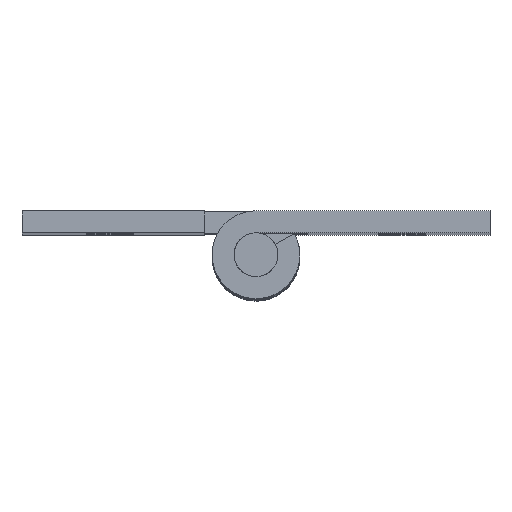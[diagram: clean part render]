
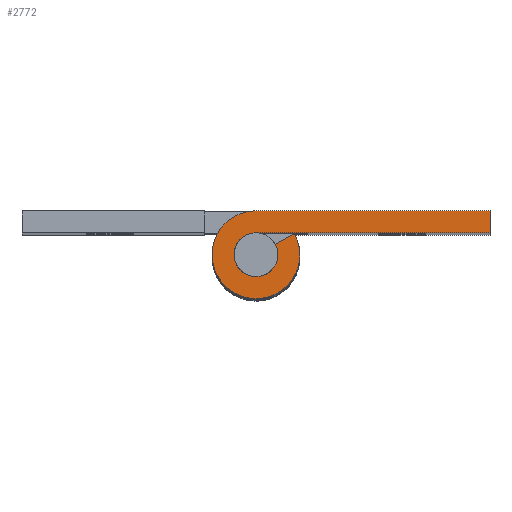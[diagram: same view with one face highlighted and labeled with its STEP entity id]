
A CAD part, top view. The second image highlights one B-rep face of the part: STEP entity #2772.
In plain terms, the highlighted free-form (B-spline) face has degree [1, 1] with [2, 2] control points.
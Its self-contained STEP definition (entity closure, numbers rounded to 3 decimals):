
#2695=CARTESIAN_POINT('',(-3.949,-3.299,100.0));
#2696=CARTESIAN_POINT('',(16.949,-3.299,100.0));
#2697=CARTESIAN_POINT('',(-3.949,3.3,100.0));
#2698=CARTESIAN_POINT('',(16.949,3.3,100.0));
#2699=B_SPLINE_SURFACE_WITH_KNOTS('',1,1,((#2695,#2697),(#2696,#2698)),.UNSPECIFIED.,.F.,.F.,.U.,(2,2),(2,2),(0.0,20.898),(0.0,6.599),.UNSPECIFIED.);
#2700=CARTESIAN_POINT('',(2.626,1.45,100.0));
#2701=VERTEX_POINT('',#2700);
#2702=CARTESIAN_POINT('',(0.0,3.0,100.0));
#2703=VERTEX_POINT('',#2702);
#2704=CARTESIAN_POINT('',(2.626,1.45,100.0));
#2705=CARTESIAN_POINT('',(3.733,-0.555,100.));
#2706=CARTESIAN_POINT('',(2.091,-2.152,100.0));
#2707=CARTESIAN_POINT('',(0.448,-3.748,100.));
#2708=CARTESIAN_POINT('',(-1.525,-2.584,100.0));
#2709=CARTESIAN_POINT('',(-3.497,-1.419,100.));
#2710=CARTESIAN_POINT('',(-2.894,0.79,100.0));
#2711=CARTESIAN_POINT('',(-2.291,3.,100.));
#2712=CARTESIAN_POINT('',(0.0,3.0,100.0));
#2720=(BOUNDED_CURVE()B_SPLINE_CURVE(2,(#2704,#2705,#2706,#2707,#2708,#2709,#2710,#2711,#2712),.UNSPECIFIED.,.F.,.U.)B_SPLINE_CURVE_WITH_KNOTS((3,2,2,2,3),(0.0,0.25,0.5,0.75,1.0),.UNSPECIFIED.)CURVE()GEOMETRIC_REPRESENTATION_ITEM()RATIONAL_B_SPLINE_CURVE((1.0,0.795,1.0,0.795,1.0,0.795,1.0,0.795,1.0))REPRESENTATION_ITEM(''));
#2721=EDGE_CURVE('',#2701,#2703,#2720,.T.);
#2722=ORIENTED_EDGE('',*,*,#2721,.F.);
#2723=CARTESIAN_POINT('',(1.313,0.725,100.0));
#2724=VERTEX_POINT('',#2723);
#2725=CARTESIAN_POINT('',(1.313,0.725,100.0));
#2726=CARTESIAN_POINT('',(2.626,1.45,100.0));
#2727=QUASI_UNIFORM_CURVE('',1,(#2725,#2726),.UNSPECIFIED.,.F.,.U.);
#2728=EDGE_CURVE('',#2724,#2701,#2727,.T.);
#2729=ORIENTED_EDGE('',*,*,#2728,.F.);
#2730=CARTESIAN_POINT('',(0.0,1.5,100.0));
#2731=VERTEX_POINT('',#2730);
#2732=CARTESIAN_POINT('',(1.313,0.725,100.0));
#2733=CARTESIAN_POINT('',(1.867,-0.278,100.));
#2734=CARTESIAN_POINT('',(1.045,-1.076,100.0));
#2735=CARTESIAN_POINT('',(0.224,-1.874,100.));
#2736=CARTESIAN_POINT('',(-0.762,-1.292,100.0));
#2737=CARTESIAN_POINT('',(-1.749,-0.71,100.));
#2738=CARTESIAN_POINT('',(-1.447,0.395,100.0));
#2739=CARTESIAN_POINT('',(-1.145,1.5,100.));
#2740=CARTESIAN_POINT('',(0.0,1.5,100.0));
#2748=(BOUNDED_CURVE()B_SPLINE_CURVE(2,(#2732,#2733,#2734,#2735,#2736,#2737,#2738,#2739,#2740),.UNSPECIFIED.,.F.,.U.)B_SPLINE_CURVE_WITH_KNOTS((3,2,2,2,3),(0.0,0.25,0.5,0.75,1.0),.UNSPECIFIED.)CURVE()GEOMETRIC_REPRESENTATION_ITEM()RATIONAL_B_SPLINE_CURVE((1.0,0.795,1.0,0.795,1.0,0.795,1.0,0.795,1.0))REPRESENTATION_ITEM(''));
#2749=EDGE_CURVE('',#2724,#2731,#2748,.T.);
#2750=ORIENTED_EDGE('',*,*,#2749,.T.);
#2751=CARTESIAN_POINT('',(16.0,1.5,100.0));
#2752=VERTEX_POINT('',#2751);
#2753=CARTESIAN_POINT('',(16.0,1.5,100.0));
#2754=CARTESIAN_POINT('',(0.0,1.5,100.0));
#2755=QUASI_UNIFORM_CURVE('',1,(#2753,#2754),.UNSPECIFIED.,.F.,.U.);
#2756=EDGE_CURVE('',#2752,#2731,#2755,.T.);
#2757=ORIENTED_EDGE('',*,*,#2756,.F.);
#2758=CARTESIAN_POINT('',(16.0,3.0,100.0));
#2759=VERTEX_POINT('',#2758);
#2760=CARTESIAN_POINT('',(16.0,3.0,100.0));
#2761=CARTESIAN_POINT('',(16.0,1.5,100.0));
#2762=QUASI_UNIFORM_CURVE('',1,(#2760,#2761),.UNSPECIFIED.,.F.,.U.);
#2763=EDGE_CURVE('',#2759,#2752,#2762,.T.);
#2764=ORIENTED_EDGE('',*,*,#2763,.F.);
#2765=CARTESIAN_POINT('',(0.0,3.0,100.0));
#2766=CARTESIAN_POINT('',(16.0,3.0,100.0));
#2767=QUASI_UNIFORM_CURVE('',1,(#2765,#2766),.UNSPECIFIED.,.F.,.U.);
#2768=EDGE_CURVE('',#2703,#2759,#2767,.T.);
#2769=ORIENTED_EDGE('',*,*,#2768,.F.);
#2770=EDGE_LOOP('',(#2722,#2729,#2750,#2757,#2764,#2769));
#2771=FACE_OUTER_BOUND('',#2770,.T.);
#2772=ADVANCED_FACE('',(#2771),#2699,.T.);
